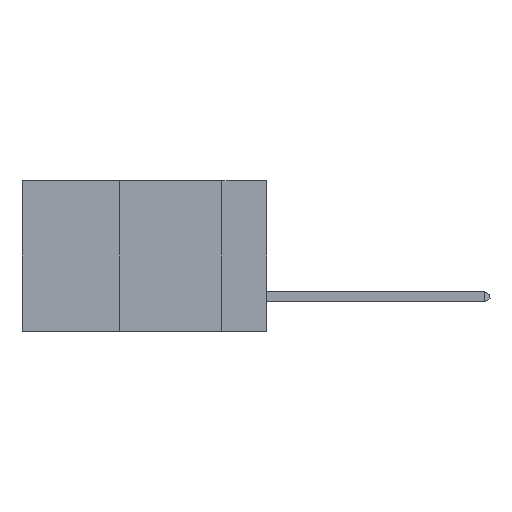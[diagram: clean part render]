
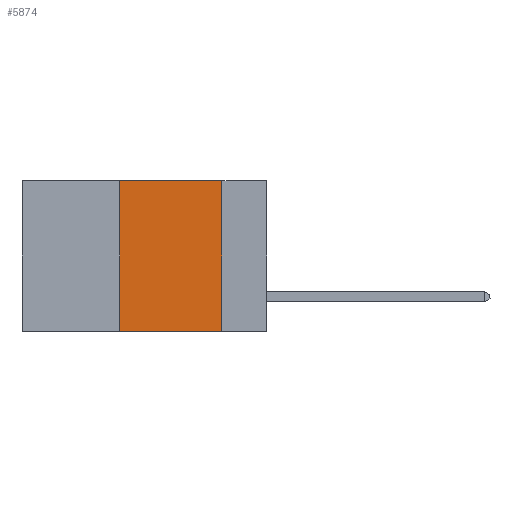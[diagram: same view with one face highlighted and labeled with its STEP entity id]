
A CAD part, left-side view. The second image highlights one B-rep face of the part: STEP entity #5874.
In plain terms, the highlighted planar face has unit normal (-1, 0, 0).
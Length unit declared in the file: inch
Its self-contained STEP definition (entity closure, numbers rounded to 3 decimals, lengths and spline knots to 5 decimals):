
#692 = VERTEX_POINT ( 'NONE', #6015 ) ;
#709 = DIRECTION ( 'NONE',  ( 0., -1., 0. ) ) ;
#1277 = EDGE_CURVE ( 'NONE', #5168, #2973, #3346, .T. ) ;
#1534 = VECTOR ( 'NONE', #5684, 39.37008 ) ;
#1631 = ORIENTED_EDGE ( 'NONE', *, *, #1277, .F. ) ;
#1696 = AXIS2_PLACEMENT_3D ( 'NONE', #11168, #7777, #10203 ) ;
#2039 = CARTESIAN_POINT ( 'NONE',  ( 0., 0.6, -0.37 ) ) ;
#2287 = EDGE_LOOP ( 'NONE', ( #1631, #12105, #5931, #2452 ) ) ;
#2452 = ORIENTED_EDGE ( 'NONE', *, *, #4010, .T. ) ;
#2876 = LINE ( 'NONE', #2039, #12317 ) ;
#2973 = VERTEX_POINT ( 'NONE', #11989 ) ;
#3308 = CARTESIAN_POINT ( 'NONE',  ( 0., 0.36, 0. ) ) ;
#3314 = FACE_OUTER_BOUND ( 'NONE', #2287, .T. ) ;
#3346 = LINE ( 'NONE', #11075, #9004 ) ;
#3446 = DIRECTION ( 'NONE',  ( 0., 0., -1. ) ) ;
#3539 = LINE ( 'NONE', #7877, #1534 ) ;
#4010 = EDGE_CURVE ( 'NONE', #692, #2973, #2876, .T. ) ;
#4189 = PLANE ( 'NONE',  #1696 ) ;
#4370 = LINE ( 'NONE', #11751, #6793 ) ;
#4409 = EDGE_CURVE ( 'NONE', #692, #6345, #3539, .T. ) ;
#4757 = DIRECTION ( 'NONE',  ( 0., -1., 0. ) ) ;
#5168 = VERTEX_POINT ( 'NONE', #13373 ) ;
#5684 = DIRECTION ( 'NONE',  ( 0., 0., 1. ) ) ;
#5874 = ADVANCED_FACE ( 'NONE', ( #3314 ), #4189, .F. ) ;
#5931 = ORIENTED_EDGE ( 'NONE', *, *, #4409, .F. ) ;
#6015 = CARTESIAN_POINT ( 'NONE',  ( 0., 0.36, -0.37 ) ) ;
#6345 = VERTEX_POINT ( 'NONE', #3308 ) ;
#6793 = VECTOR ( 'NONE', #4757, 39.37008 ) ;
#7777 = DIRECTION ( 'NONE',  ( 1., 0., 0. ) ) ;
#7877 = CARTESIAN_POINT ( 'NONE',  ( 0., 0.36, 0. ) ) ;
#9004 = VECTOR ( 'NONE', #3446, 39.37008 ) ;
#10203 = DIRECTION ( 'NONE',  ( 0., 0., -1. ) ) ;
#11075 = CARTESIAN_POINT ( 'NONE',  ( 0., 0.11, 0. ) ) ;
#11168 = CARTESIAN_POINT ( 'NONE',  ( 0., 0.6, 0. ) ) ;
#11751 = CARTESIAN_POINT ( 'NONE',  ( 0., 0.6, 0. ) ) ;
#11989 = CARTESIAN_POINT ( 'NONE',  ( 0., 0.11, -0.37 ) ) ;
#12105 = ORIENTED_EDGE ( 'NONE', *, *, #14495, .F. ) ;
#12317 = VECTOR ( 'NONE', #709, 39.37008 ) ;
#13373 = CARTESIAN_POINT ( 'NONE',  ( 0., 0.11, 0. ) ) ;
#14495 = EDGE_CURVE ( 'NONE', #6345, #5168, #4370, .T. ) ;
